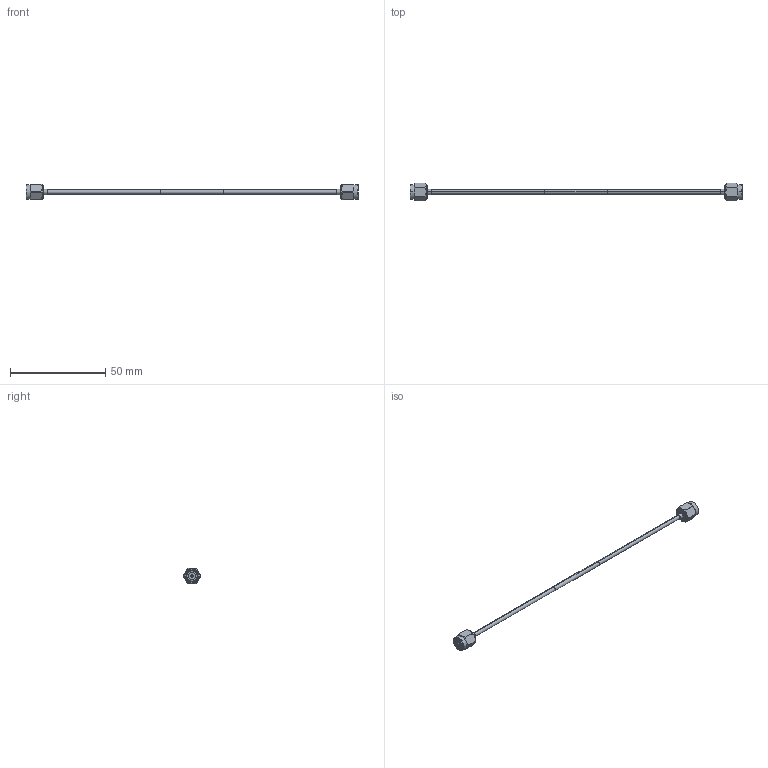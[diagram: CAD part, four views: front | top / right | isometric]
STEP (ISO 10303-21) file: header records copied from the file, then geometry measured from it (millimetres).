
FILE_DESCRIPTION (( 'STEP AP214' ), '1' );
FILE_NAME ('FMC00950-0002_3D.step', '2023-03-06T20:09:30', ( '' ), ( '' ), 'SwSTEP 2.0', 'SolidWorks 2022', '' );
FILE_SCHEMA (( 'AUTOMOTIVE_DESIGN' ));
Length unit declared in the file: inch
Products named in the file (3): SC3020; FM-SR086ALTN-COIL^FMC00950-0002; FMC00950-0002_3D
Assembly tree (3 placements, depth 2):
  FMC00950-0002_3D
    FM-SR086ALTN-COIL^FMC00950-0002
    SC3020  x2
Bounding box: 174.55 x 9.12 x 7.94 mm (x, y, z)
Volume: 1349.7 mm3; surface area: 2523.7 mm2
Topology: 4 solids, 4 shells, 154 faces, 352 edges, 220 vertices
Faces by surface type: cylinder 66, cone 40, plane 34, torus 8, bspline 6
Entity records: 3295 total; most frequent: CARTESIAN_POINT 1376, DIRECTION 385, ORIENTED_EDGE 370, EDGE_CURVE 185, AXIS2_PLACEMENT_3D 165, VERTEX_POINT 116, EDGE_LOOP 91, FACE_OUTER_BOUND 82
